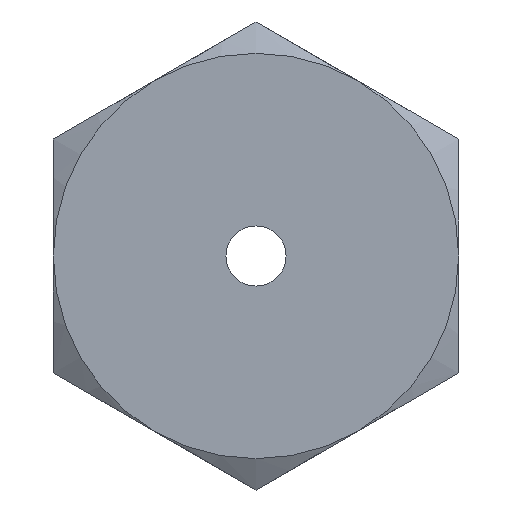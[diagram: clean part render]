
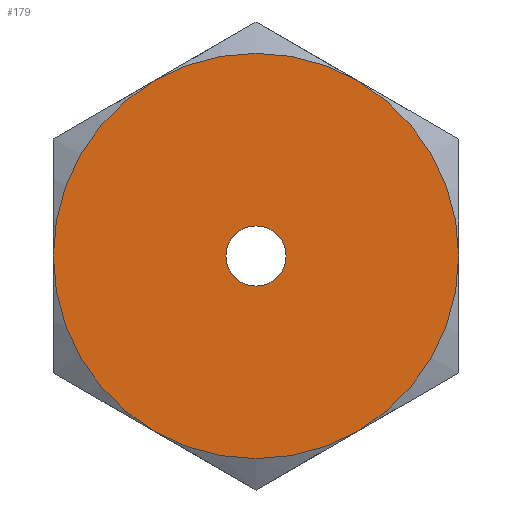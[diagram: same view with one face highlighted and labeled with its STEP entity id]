
A CAD part, left-side view. The second image highlights one B-rep face of the part: STEP entity #179.
In plain terms, the highlighted planar face has unit normal (-1, 0, 0).
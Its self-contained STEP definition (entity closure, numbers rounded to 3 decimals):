
#179=ADVANCED_FACE('',(#371,#373),#375,.T.);
#371=FACE_BOUND('',#372,.T.);
#372=EDGE_LOOP('',(#518,#519,#520,#521,#522,#523));
#373=FACE_BOUND('',#374,.T.);
#374=EDGE_LOOP('',(#524));
#375=PLANE('',#376);
#376=AXIS2_PLACEMENT_3D('',#377,#378,#379);
#377=CARTESIAN_POINT('',(0.,0.,0.));
#378=DIRECTION('',(-1.,0.,0.));
#379=DIRECTION('',(0.,1.,0.));
#518=ORIENTED_EDGE('',*,*,#563,.F.);
#519=ORIENTED_EDGE('',*,*,#560,.F.);
#520=ORIENTED_EDGE('',*,*,#557,.F.);
#521=ORIENTED_EDGE('',*,*,#554,.F.);
#522=ORIENTED_EDGE('',*,*,#552,.F.);
#523=ORIENTED_EDGE('',*,*,#566,.F.);
#524=ORIENTED_EDGE('',*,*,#575,.T.);
#552=EDGE_CURVE('',#601,#598,#603,.T.);
#554=EDGE_CURVE('',#598,#606,#607,.T.);
#557=EDGE_CURVE('',#606,#611,#612,.T.);
#560=EDGE_CURVE('',#611,#616,#617,.T.);
#563=EDGE_CURVE('',#616,#621,#622,.T.);
#566=EDGE_CURVE('',#621,#601,#626,.T.);
#575=EDGE_CURVE('',#636,#636,#637,.T.);
#598=VERTEX_POINT('',#683);
#601=VERTEX_POINT('',#708);
#603=CIRCLE('',#740,13.5);
#606=VERTEX_POINT('',#776);
#607=CIRCLE('',#777,13.5);
#611=VERTEX_POINT('',#847);
#612=CIRCLE('',#848,13.5);
#616=VERTEX_POINT('',#907);
#617=CIRCLE('',#908,13.5);
#621=VERTEX_POINT('',#967);
#622=CIRCLE('',#968,13.5);
#626=CIRCLE('',#1043,13.5);
#636=VERTEX_POINT('',#1093);
#637=CIRCLE('',#1094,2.);
#683=CARTESIAN_POINT('',(0.,-6.75,11.691));
#708=CARTESIAN_POINT('',(0.,6.75,11.691));
#740=AXIS2_PLACEMENT_3D('',#741,#742,#743);
#741=CARTESIAN_POINT('',(0.,0.,0.));
#742=DIRECTION('',(1.,0.,0.));
#743=DIRECTION('',(0.,0.5,0.866));
#776=CARTESIAN_POINT('',(0.,-13.5,0.));
#777=AXIS2_PLACEMENT_3D('',#778,#779,#780);
#778=CARTESIAN_POINT('',(0.,0.,0.));
#779=DIRECTION('',(1.,0.,0.));
#780=DIRECTION('',(0.,-0.5,0.866));
#847=CARTESIAN_POINT('',(0.,-6.75,-11.691));
#848=AXIS2_PLACEMENT_3D('',#849,#850,#851);
#849=CARTESIAN_POINT('',(0.,0.,0.));
#850=DIRECTION('',(1.,0.,0.));
#851=DIRECTION('',(0.,-1.,0.));
#907=CARTESIAN_POINT('',(0.,6.75,-11.691));
#908=AXIS2_PLACEMENT_3D('',#909,#910,#911);
#909=CARTESIAN_POINT('',(0.,0.,0.));
#910=DIRECTION('',(1.,0.,0.));
#911=DIRECTION('',(0.,-0.5,-0.866));
#967=CARTESIAN_POINT('',(0.,13.5,0.));
#968=AXIS2_PLACEMENT_3D('',#969,#970,#971);
#969=CARTESIAN_POINT('',(0.,0.,0.));
#970=DIRECTION('',(1.,0.,0.));
#971=DIRECTION('',(0.,0.5,-0.866));
#1043=AXIS2_PLACEMENT_3D('',#1044,#1045,#1046);
#1044=CARTESIAN_POINT('',(0.,0.,0.));
#1045=DIRECTION('',(1.,0.,0.));
#1046=DIRECTION('',(0.,1.,0.));
#1093=CARTESIAN_POINT('',(0.,2.,0.));
#1094=AXIS2_PLACEMENT_3D('',#1095,#1096,#1097);
#1095=CARTESIAN_POINT('',(0.,0.,0.));
#1096=DIRECTION('',(1.,0.,0.));
#1097=DIRECTION('',(0.,1.,0.));
